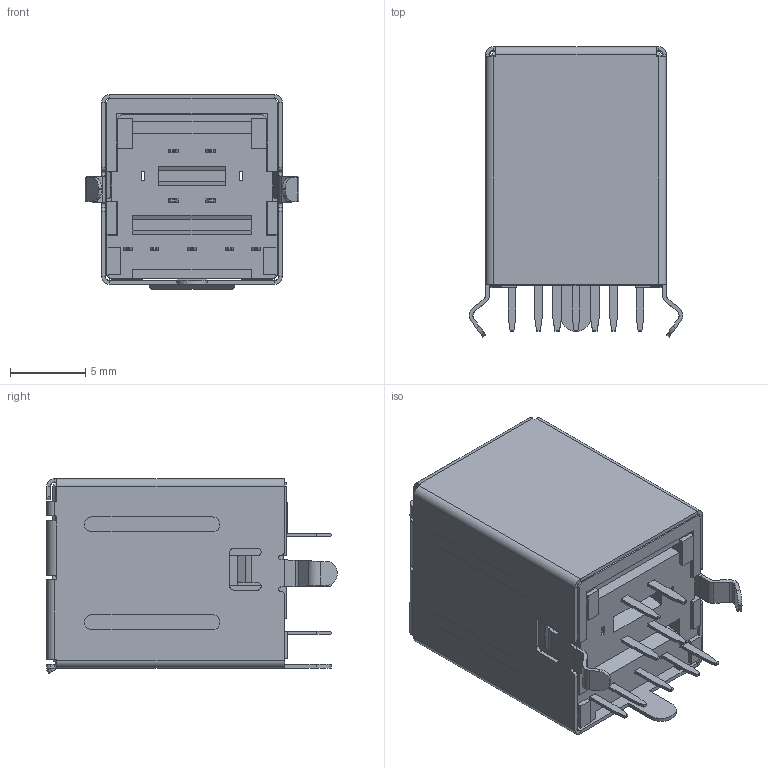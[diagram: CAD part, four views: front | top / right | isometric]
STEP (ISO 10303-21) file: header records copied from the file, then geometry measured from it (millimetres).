
FILE_DESCRIPTION (( 'STEP AP214' ), '1' );
FILE_NAME ('24-02538---P(028)A120.STEP', '2020-03-11T18:47:44', ( '' ), ( '' ), 'SwSTEP 2.0', 'SolidWorks 2018', '' );
FILE_SCHEMA (( 'AUTOMOTIVE_DESIGN' ));
Length unit declared in the file: millimetre
Products named in the file (1): 24-02538---P(028)A120
Bounding box: 14.2 x 19.3 x 12.95 mm (x, y, z)
Volume: 1496.5 mm3; surface area: 4661.4 mm2
Topology: 2 solids, 2 shells, 1407 faces, 3867 edges, 2454 vertices
Faces by surface type: bspline 1407
Entity records: 52439 total; most frequent: CARTESIAN_POINT 13626, ORIENTED_EDGE 7734, DIRECTION 4328, EDGE_CURVE 3867, LINE 3162, VECTOR 3162, VERTEX_POINT 2454, EDGE_LOOP 1473
